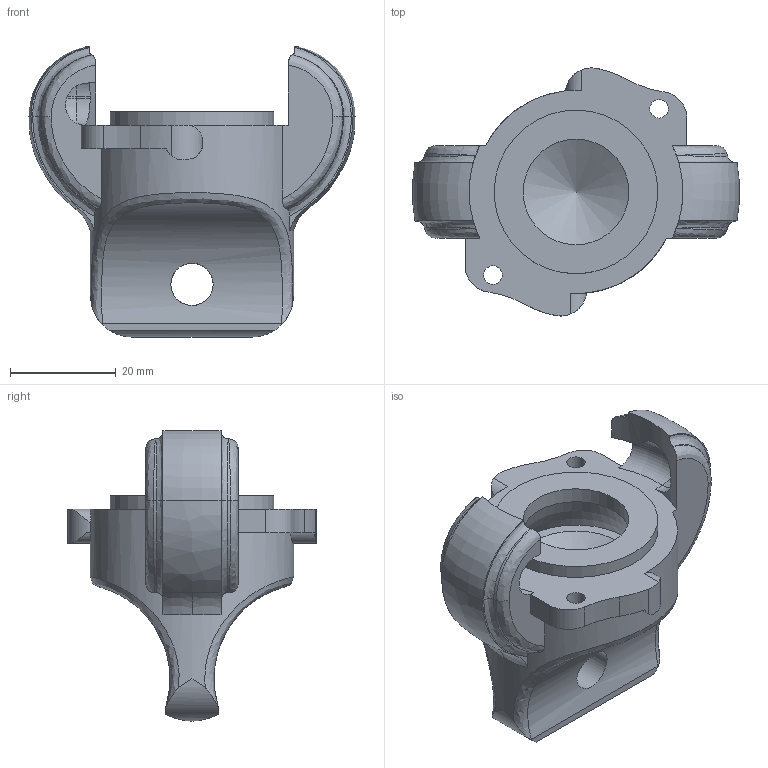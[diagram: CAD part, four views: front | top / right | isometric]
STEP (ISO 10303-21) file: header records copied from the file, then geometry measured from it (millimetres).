
FILE_DESCRIPTION(/* description */ (''),/* implementation_level */ '2;1');
FILE_NAME(/* name */ 'udm.stp',/* time_stamp */ '2020-04-09T07:34:54+02:00',/* author */ ('ertl'),/* organization */ (''),/* preprocessor_version */ 'ST-DEVELOPER v17',/* originating_system */ 'Autodesk Inventor 2018',/* authorisation */ '0 mm^3');
FILE_SCHEMA (('AUTOMOTIVE_DESIGN { 1 0 10303 214 3 1 1 }'));
Length unit declared in the file: millimetre
Products named in the file (1): udm
Bounding box: 61.89 x 47 x 55 mm (x, y, z)
Volume: 34695.5 mm3; surface area: 10603.2 mm2
Topology: 1 solids, 1 shells, 103 faces, 298 edges, 199 vertices
Faces by surface type: cylinder 35, bspline 31, plane 25, torus 11, cone 1
Full cylindrical faces by diameter (mm): 3.5 x2, 8 x1, 20 x1, 31 x1, 38.494 x1
Entity records: 5503 total; most frequent: CARTESIAN_POINT 2868, ORIENTED_EDGE 594, DIRECTION 417, EDGE_CURVE 297, VERTEX_POINT 199, AXIS2_PLACEMENT_3D 170, B_SPLINE_CURVE_WITH_KNOTS 123, EDGE_LOOP 112
